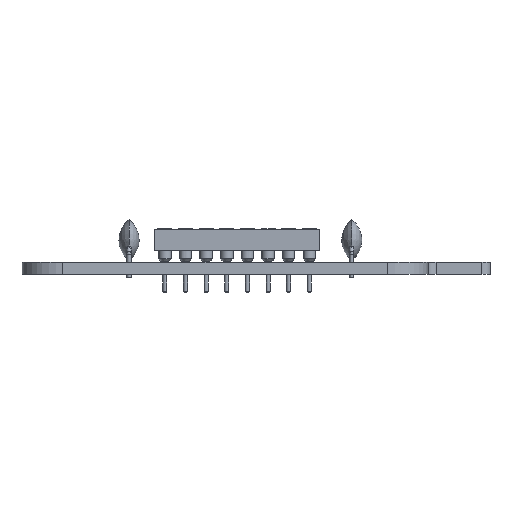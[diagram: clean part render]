
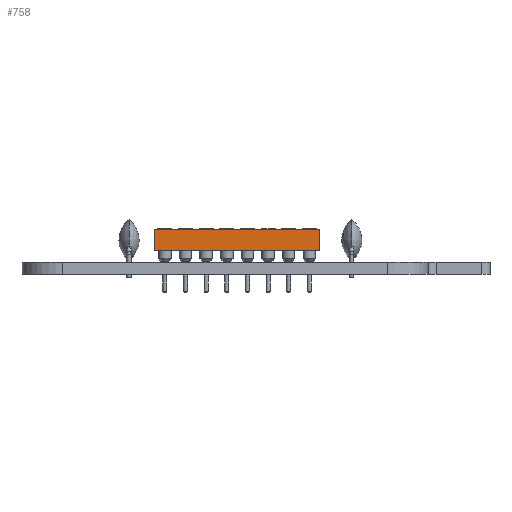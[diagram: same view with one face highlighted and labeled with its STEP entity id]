
A CAD part, left-side view. The second image highlights one B-rep face of the part: STEP entity #758.
In plain terms, the highlighted face is planar.
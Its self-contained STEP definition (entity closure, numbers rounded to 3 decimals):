
#127 = VERTEX_POINT('',#128);
#128 = CARTESIAN_POINT('',(8.89,-19.05,1.3));
#168 = VERTEX_POINT('',#169);
#169 = CARTESIAN_POINT('',(8.89,-19.05,3.967));
#175 = EDGE_CURVE('',#127,#168,#176,.T.);
#176 = LINE('',#177,#178);
#177 = CARTESIAN_POINT('',(8.89,-19.05,1.3));
#178 = VECTOR('',#179,1.);
#179 = DIRECTION('',(0.,0.,1.));
#234 = VERTEX_POINT('',#235);
#235 = CARTESIAN_POINT('',(8.89,1.27,1.3));
#241 = EDGE_CURVE('',#127,#234,#242,.T.);
#242 = LINE('',#243,#244);
#243 = CARTESIAN_POINT('',(8.89,-19.05,1.3));
#244 = VECTOR('',#245,1.);
#245 = DIRECTION('',(0.,1.,0.));
#758 = ADVANCED_FACE('',(#759),#777,.F.);
#759 = FACE_BOUND('',#760,.F.);
#760 = EDGE_LOOP('',(#761,#762,#770,#776));
#761 = ORIENTED_EDGE('',*,*,#175,.T.);
#762 = ORIENTED_EDGE('',*,*,#763,.T.);
#763 = EDGE_CURVE('',#168,#764,#766,.T.);
#764 = VERTEX_POINT('',#765);
#765 = CARTESIAN_POINT('',(8.89,1.27,3.967));
#766 = LINE('',#767,#768);
#767 = CARTESIAN_POINT('',(8.89,-19.05,3.967));
#768 = VECTOR('',#769,1.);
#769 = DIRECTION('',(0.,1.,0.));
#770 = ORIENTED_EDGE('',*,*,#771,.F.);
#771 = EDGE_CURVE('',#234,#764,#772,.T.);
#772 = LINE('',#773,#774);
#773 = CARTESIAN_POINT('',(8.89,1.27,1.3));
#774 = VECTOR('',#775,1.);
#775 = DIRECTION('',(0.,0.,1.));
#776 = ORIENTED_EDGE('',*,*,#241,.F.);
#777 = PLANE('',#778);
#778 = AXIS2_PLACEMENT_3D('',#779,#780,#781);
#779 = CARTESIAN_POINT('',(8.89,-19.05,1.3));
#780 = DIRECTION('',(-1.,0.,0.));
#781 = DIRECTION('',(0.,1.,0.));
